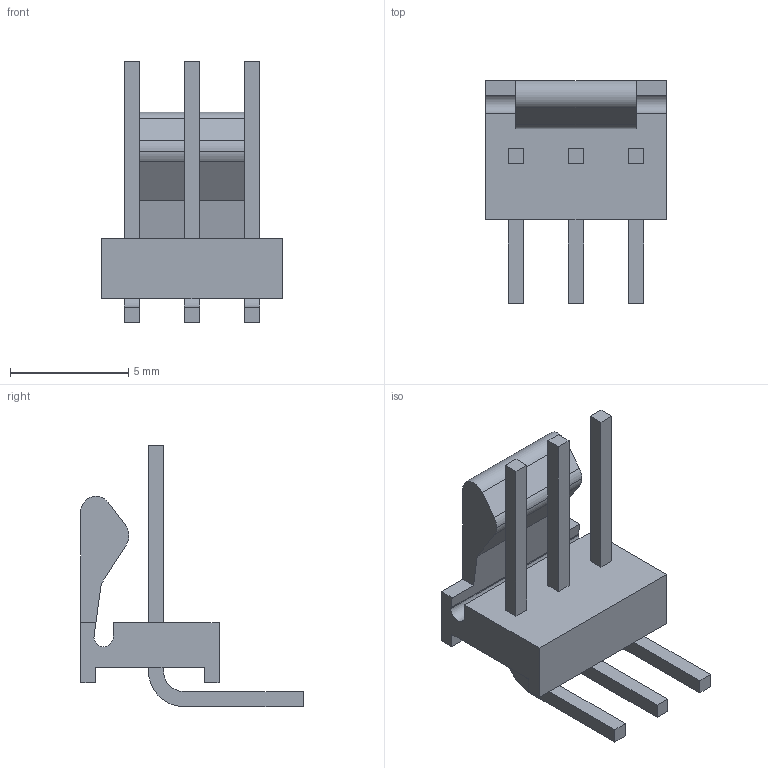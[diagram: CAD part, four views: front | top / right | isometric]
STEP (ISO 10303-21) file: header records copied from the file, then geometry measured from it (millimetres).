
FILE_DESCRIPTION(('STEP AP214'),'1');
FILE_NAME('588726_640457-3.stp','2017-05-21T20:41:46',('TraceParts'),('TraceParts S.A.'),'Spatial InterOp 3D',' ',' ');
FILE_SCHEMA(('automotive_design'));
Length unit declared in the file: millimetre
Products named in the file (1): 588726_640457-3
Bounding box: 7.62 x 9.4 x 11.05 mm (x, y, z)
Volume: 137.5 mm3; surface area: 355.4 mm2
Topology: 1 solids, 1 shells, 65 faces, 171 edges, 114 vertices
Faces by surface type: plane 54, cylinder 11
Entity records: 2002 total; most frequent: CARTESIAN_POINT 351, ORIENTED_EDGE 342, DIRECTION 325, EDGE_CURVE 171, LINE 149, VECTOR 149, VERTEX_POINT 114, AXIS2_PLACEMENT_3D 88
